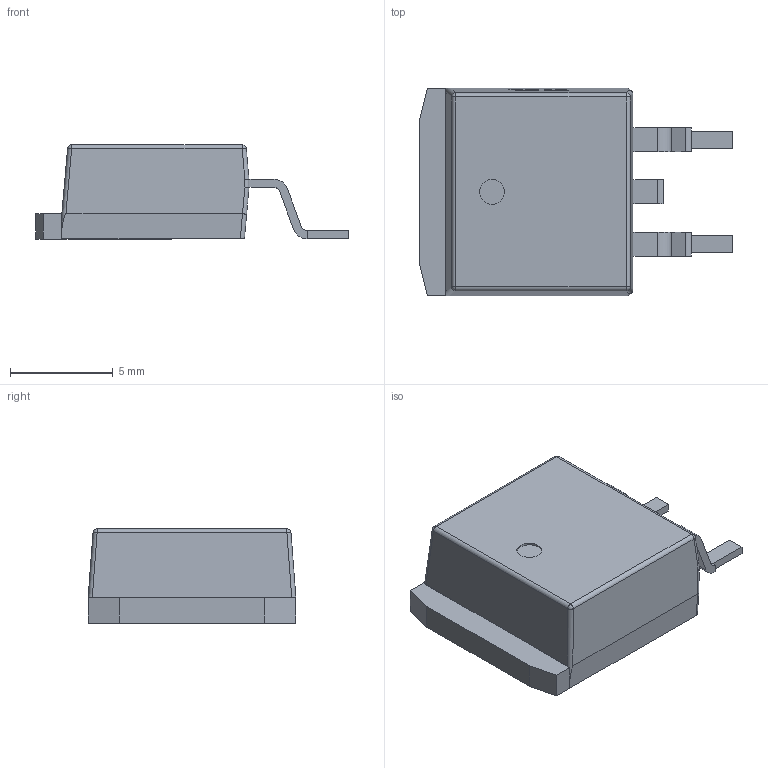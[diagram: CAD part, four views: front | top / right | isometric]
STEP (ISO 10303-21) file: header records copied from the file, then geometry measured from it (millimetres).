
FILE_DESCRIPTION (( 'STEP AP214' ), '1' );
FILE_NAME ('TO-263-2_L10.1-W9.1-P5.08-LS15.2-BR-1.step', '2022-08-01T13:03:03', ( '' ), ( '' ), 'SwSTEP 2.0', 'SolidWorks 2020', '' );
FILE_SCHEMA (( 'AUTOMOTIVE_DESIGN' ));
Length unit declared in the file: millimetre
Products named in the file (1): TO-263-2_L10.1-W9.1-P5.08-LS15.2-BR-1
Bounding box: 15.2 x 10.1 x 4.58 mm (x, y, z)
Volume: 467.7 mm3; surface area: 522.4 mm2
Topology: 2 solids, 2 shells, 317 faces, 847 edges, 554 vertices
Faces by surface type: plane 189, bspline 98, cylinder 26, sphere 4
Entity records: 13803 total; most frequent: CARTESIAN_POINT 3079, ORIENTED_EDGE 1694, DIRECTION 1105, EDGE_CURVE 847, VECTOR 593, LINE 593, VERTEX_POINT 554, EDGE_LOOP 337
